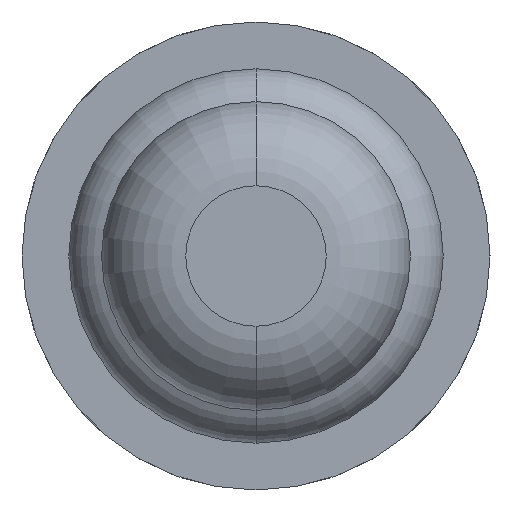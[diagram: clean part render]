
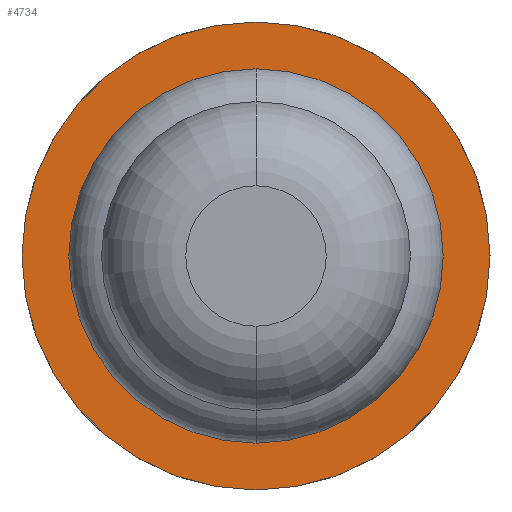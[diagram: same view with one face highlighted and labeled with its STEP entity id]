
A CAD part, front view. The second image highlights one B-rep face of the part: STEP entity #4734.
In plain terms, the highlighted planar face has unit normal (0, -1, 0).
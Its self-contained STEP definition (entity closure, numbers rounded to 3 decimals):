
#38 = DIRECTION ( 'NONE',  ( 0., 0., 1. ) ) ;
#325 = VERTEX_POINT ( 'NONE', #3223 ) ;
#355 = DIRECTION ( 'NONE',  ( 0., 0., 1. ) ) ;
#710 = VERTEX_POINT ( 'NONE', #3979 ) ;
#731 = VERTEX_POINT ( 'NONE', #1436 ) ;
#815 = DIRECTION ( 'NONE',  ( 0., 1., 0. ) ) ;
#952 = CARTESIAN_POINT ( 'NONE',  ( 0., 5., 0. ) ) ;
#1018 = VERTEX_POINT ( 'NONE', #2522 ) ;
#1315 = CARTESIAN_POINT ( 'NONE',  ( 0., 5., 0. ) ) ;
#1328 = CIRCLE ( 'NONE', #4933, 1.25 ) ;
#1382 = CIRCLE ( 'NONE', #2798, 0.64 ) ;
#1436 = CARTESIAN_POINT ( 'NONE',  ( 0., 5., 0.64 ) ) ;
#1442 = EDGE_LOOP ( 'NONE', ( #2314, #1539 ) ) ;
#1539 = ORIENTED_EDGE ( 'NONE', *, *, #4274, .T. ) ;
#1684 = AXIS2_PLACEMENT_3D ( 'NONE', #4837, #3126, #1852 ) ;
#1852 = DIRECTION ( 'NONE',  ( -1., 0., 0. ) ) ;
#2228 = DIRECTION ( 'NONE',  ( -1., 0., 0. ) ) ;
#2314 = ORIENTED_EDGE ( 'NONE', *, *, #3907, .T. ) ;
#2458 = DIRECTION ( 'NONE',  ( 0., 1., 0. ) ) ;
#2522 = CARTESIAN_POINT ( 'NONE',  ( 1.25, 5., 0. ) ) ;
#2639 = DIRECTION ( 'NONE',  ( 0., 1., 0. ) ) ;
#2798 = AXIS2_PLACEMENT_3D ( 'NONE', #4667, #815, #355 ) ;
#2856 = CARTESIAN_POINT ( 'NONE',  ( 1.25, 5., 0. ) ) ;
#2951 = EDGE_LOOP ( 'NONE', ( #4965, #3986 ) ) ;
#3036 = AXIS2_PLACEMENT_3D ( 'NONE', #952, #3505, #38 ) ;
#3126 = DIRECTION ( 'NONE',  ( 0., 1., 0. ) ) ;
#3223 = CARTESIAN_POINT ( 'NONE',  ( 0., 5., -0.64 ) ) ;
#3358 = FACE_BOUND ( 'NONE', #1442, .T. ) ;
#3451 = EDGE_CURVE ( 'Defeature ausgef�hrt1_59+Defeature ausgef�hrt1_60+Defeature ausgef�hrt1_60+Defeature ausgef�hrt1_60', #1018, #710, #1328, .T. ) ;
#3505 = DIRECTION ( 'NONE',  ( 0., 1., 0. ) ) ;
#3545 = EDGE_CURVE ( 'Defeature ausgef�hrt1_59+Defeature ausgef�hrt1_60+Defeature ausgef�hrt1_60+Defeature ausgef�hrt1_60', #710, #1018, #4927, .T. ) ;
#3692 = CIRCLE ( 'NONE', #3036, 0.64 ) ;
#3907 = EDGE_CURVE ( 'Defeature ausgef�hrt1_60+Defeature ausgef�hrt1_10+Defeature ausgef�hrt1_10+Defeature ausgef�hrt1_10', #731, #325, #3692, .T. ) ;
#3979 = CARTESIAN_POINT ( 'NONE',  ( -1.25, 5., 0. ) ) ;
#3986 = ORIENTED_EDGE ( 'NONE', *, *, #3451, .F. ) ;
#4022 = AXIS2_PLACEMENT_3D ( 'NONE', #2856, #2458, #5070 ) ;
#4274 = EDGE_CURVE ( 'Defeature ausgef�hrt1_60+Defeature ausgef�hrt1_10+Defeature ausgef�hrt1_10+Defeature ausgef�hrt1_10', #325, #731, #1382, .T. ) ;
#4630 = PLANE ( 'NONE',  #4022 ) ;
#4657 = FACE_OUTER_BOUND ( 'NONE', #2951, .T. ) ;
#4667 = CARTESIAN_POINT ( 'NONE',  ( 0., 5., 0. ) ) ;
#4734 = ADVANCED_FACE ( 'Defeature ausgef�hrt1_60', ( #4657, #3358 ), #4630, .F. ) ;
#4837 = CARTESIAN_POINT ( 'NONE',  ( 0., 5., 0. ) ) ;
#4927 = CIRCLE ( 'NONE', #1684, 1.25 ) ;
#4933 = AXIS2_PLACEMENT_3D ( 'NONE', #1315, #2639, #2228 ) ;
#4965 = ORIENTED_EDGE ( 'NONE', *, *, #3545, .F. ) ;
#5070 = DIRECTION ( 'NONE',  ( -1., 0., 0. ) ) ;
